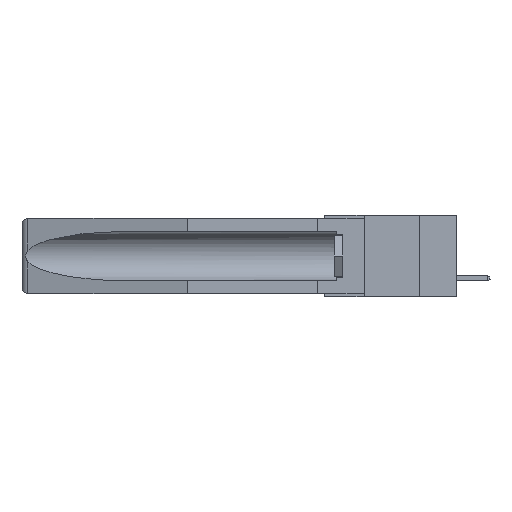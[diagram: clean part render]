
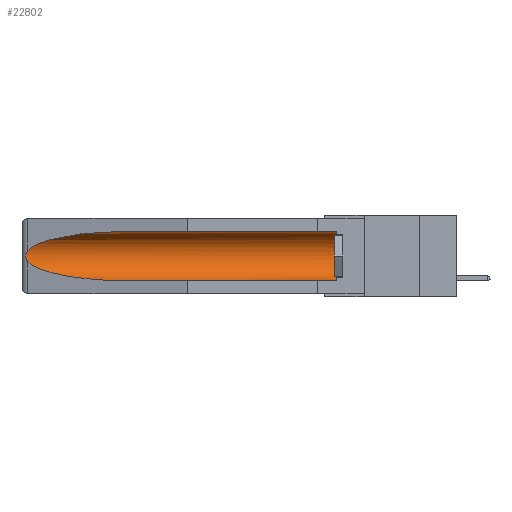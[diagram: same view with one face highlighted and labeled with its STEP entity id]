
A CAD part, left-side view. The second image highlights one B-rep face of the part: STEP entity #22802.
In plain terms, the highlighted cylindrical face has radius 2.857 mm (diameter 5.715 mm), a partial arc.
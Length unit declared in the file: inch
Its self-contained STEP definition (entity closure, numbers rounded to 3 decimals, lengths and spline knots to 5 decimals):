
#1600 = CARTESIAN_POINT ( 'NONE',  ( 0.155, -0.30754, -0.059 ) ) ;
#1641 = CARTESIAN_POINT ( 'NONE',  ( 0.2673, 1.5327, -0.16383 ) ) ;
#2272 = ORIENTED_EDGE ( 'NONE', *, *, #4555, .T. ) ;
#3663 = EDGE_CURVE ( 'NONE', #6871, #5791, #20110, .T. ) ;
#3936 = CARTESIAN_POINT ( 'NONE',  ( 0.26654, 1.53092, -0.15636 ) ) ;
#4246 = DIRECTION ( 'NONE',  ( 0., 0., 1. ) ) ;
#4454 = CARTESIAN_POINT ( 'NONE',  ( 0.26537, 1.52718, -0.14972 ) ) ;
#4555 = EDGE_CURVE ( 'NONE', #5791, #11566, #25941, .T. ) ;
#4563 = CARTESIAN_POINT ( 'NONE',  ( 0.155, 1.07973, -0.059 ) ) ;
#5257 = ORIENTED_EDGE ( 'NONE', *, *, #6681, .T. ) ;
#5791 = VERTEX_POINT ( 'NONE', #29674 ) ;
#5829 = VECTOR ( 'NONE', #28716, 39.37008 ) ;
#6390 = CARTESIAN_POINT ( 'NONE',  ( 0.155, 0.126, -0.059 ) ) ;
#6637 = CARTESIAN_POINT ( 'NONE',  ( 0.2673, 1.53269, -0.17917 ) ) ;
#6646 = CARTESIAN_POINT ( 'NONE',  ( 0.155, -0.30754, -0.1715 ) ) ;
#6681 = EDGE_CURVE ( 'NONE', #26828, #22595, #6935, .T. ) ;
#6871 = VERTEX_POINT ( 'NONE', #6390 ) ;
#6935 =( BOUNDED_CURVE ( )  B_SPLINE_CURVE ( 3, ( #19656, #7364, #27109, #12331 ),
 .UNSPECIFIED., .F., .F. ) 
 B_SPLINE_CURVE_WITH_KNOTS ( ( 4, 4 ),
 ( 0.1948, 1.5708 ),
 .UNSPECIFIED. ) 
 CURVE ( )  GEOMETRIC_REPRESENTATION_ITEM ( )  RATIONAL_B_SPLINE_CURVE ( ( 1., 0.848, 0.848, 1. ) ) 
 REPRESENTATION_ITEM ( '' )  );
#7046 = CARTESIAN_POINT ( 'NONE',  ( 0.26537, 1.52718, -0.19328 ) ) ;
#7070 = CARTESIAN_POINT ( 'NONE',  ( 0.25451, 1.48313, -0.09465 ) ) ;
#7364 = CARTESIAN_POINT ( 'NONE',  ( 0.25451, 1.48313, -0.24835 ) ) ;
#8626 = CARTESIAN_POINT ( 'NONE',  ( 0.155, -0.30754, -0.284 ) ) ;
#8682 = FACE_OUTER_BOUND ( 'NONE', #9623, .T. ) ;
#9020 = DIRECTION ( 'NONE',  ( 0., 0., 1. ) ) ;
#9157 = ORIENTED_EDGE ( 'NONE', *, *, #17669, .T. ) ;
#9623 = EDGE_LOOP ( 'NONE', ( #2272, #9157, #5257, #21169, #20330, #12151 ) ) ;
#10016 = CARTESIAN_POINT ( 'NONE',  ( 0.26537, 1.52718, -0.14972 ) ) ;
#11371 = CYLINDRICAL_SURFACE ( 'NONE', #20243, 0.1125 ) ;
#11566 = VERTEX_POINT ( 'NONE', #10016 ) ;
#11631 = VERTEX_POINT ( 'NONE', #20285 ) ;
#12151 = ORIENTED_EDGE ( 'NONE', *, *, #3663, .T. ) ;
#12331 = CARTESIAN_POINT ( 'NONE',  ( 0.155, 1.07973, -0.284 ) ) ;
#14075 = B_SPLINE_CURVE_WITH_KNOTS ( 'NONE', 3,
 ( #23672, #31042, #3936, #1641, #16250, #23773, #6637, #21414, #31135, #30928 ),
 .UNSPECIFIED., .F., .F.,
 ( 4, 2, 2, 2, 4 ),
 ( 0., 0.00029, 0.00058, 0.00087, 0.00117 ),
 .UNSPECIFIED. ) ;
#14505 = CARTESIAN_POINT ( 'NONE',  ( 0.155, 0.126, -0.1715 ) ) ;
#14603 = DIRECTION ( 'NONE',  ( 0., -1., 0. ) ) ;
#16250 = CARTESIAN_POINT ( 'NONE',  ( 0.2675, 1.53308, -0.16763 ) ) ;
#17669 = EDGE_CURVE ( 'NONE', #11566, #26828, #14075, .T. ) ;
#17909 = EDGE_CURVE ( 'NONE', #11631, #6871, #27172, .T. ) ;
#19154 = EDGE_CURVE ( 'NONE', #11631, #22595, #31004, .T. ) ;
#19656 = CARTESIAN_POINT ( 'NONE',  ( 0.26537, 1.52718, -0.19328 ) ) ;
#20038 = CARTESIAN_POINT ( 'NONE',  ( 0.155, 1.07973, -0.284 ) ) ;
#20110 = LINE ( 'NONE', #1600, #5829 ) ;
#20178 = VECTOR ( 'NONE', #25878, 39.37008 ) ;
#20243 = AXIS2_PLACEMENT_3D ( 'NONE', #6646, #28660, #9020 ) ;
#20285 = CARTESIAN_POINT ( 'NONE',  ( 0.155, 0.126, -0.284 ) ) ;
#20330 = ORIENTED_EDGE ( 'NONE', *, *, #17909, .T. ) ;
#21010 = AXIS2_PLACEMENT_3D ( 'NONE', #14505, #14603, #4246 ) ;
#21169 = ORIENTED_EDGE ( 'NONE', *, *, #19154, .F. ) ;
#21414 = CARTESIAN_POINT ( 'NONE',  ( 0.26655, 1.53094, -0.18657 ) ) ;
#22595 = VERTEX_POINT ( 'NONE', #20038 ) ;
#22802 = ADVANCED_FACE ( 'NONE', ( #8682 ), #11371, .F. ) ;
#23672 = CARTESIAN_POINT ( 'NONE',  ( 0.26537, 1.52718, -0.14972 ) ) ;
#23773 = CARTESIAN_POINT ( 'NONE',  ( 0.2675, 1.53308, -0.17534 ) ) ;
#25878 = DIRECTION ( 'NONE',  ( 0., 1., 0. ) ) ;
#25941 =( BOUNDED_CURVE ( )  B_SPLINE_CURVE ( 3, ( #4563, #31775, #7070, #4454 ),
 .UNSPECIFIED., .F., .F. ) 
 B_SPLINE_CURVE_WITH_KNOTS ( ( 4, 4 ),
 ( 4.71239, 6.08839 ),
 .UNSPECIFIED. ) 
 CURVE ( )  GEOMETRIC_REPRESENTATION_ITEM ( )  RATIONAL_B_SPLINE_CURVE ( ( 1., 0.848, 0.848, 1. ) ) 
 REPRESENTATION_ITEM ( '' )  );
#26828 = VERTEX_POINT ( 'NONE', #7046 ) ;
#27109 = CARTESIAN_POINT ( 'NONE',  ( 0.21114, 1.30732, -0.284 ) ) ;
#27172 = CIRCLE ( 'NONE', #21010, 0.1125 ) ;
#28660 = DIRECTION ( 'NONE',  ( 0., 1., 0. ) ) ;
#28716 = DIRECTION ( 'NONE',  ( 0., 1., 0. ) ) ;
#29674 = CARTESIAN_POINT ( 'NONE',  ( 0.155, 1.07973, -0.059 ) ) ;
#30928 = CARTESIAN_POINT ( 'NONE',  ( 0.26537, 1.52718, -0.19328 ) ) ;
#31004 = LINE ( 'NONE', #8626, #20178 ) ;
#31042 = CARTESIAN_POINT ( 'NONE',  ( 0.26597, 1.52961, -0.15275 ) ) ;
#31135 = CARTESIAN_POINT ( 'NONE',  ( 0.26597, 1.5296, -0.19026 ) ) ;
#31775 = CARTESIAN_POINT ( 'NONE',  ( 0.21114, 1.30732, -0.059 ) ) ;
